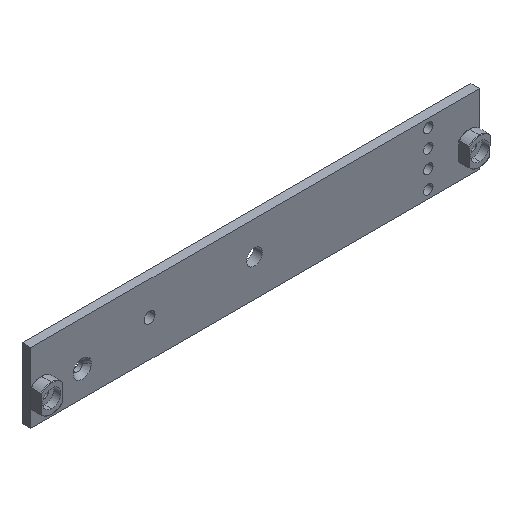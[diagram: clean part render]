
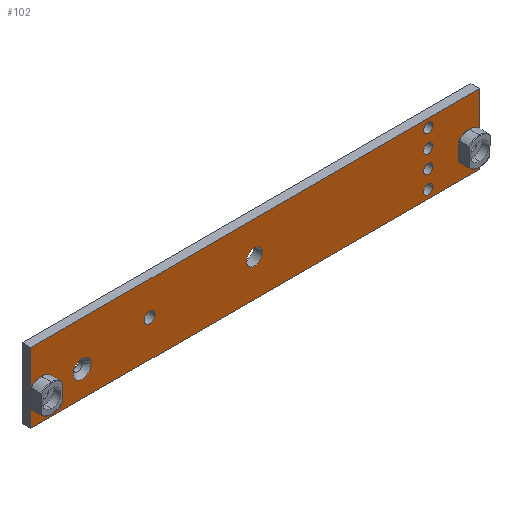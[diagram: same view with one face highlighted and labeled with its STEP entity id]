
A CAD part, isometric view. The second image highlights one B-rep face of the part: STEP entity #102.
In plain terms, the highlighted planar face has unit normal (0, -1, 0).
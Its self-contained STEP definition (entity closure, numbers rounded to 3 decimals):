
#102=ADVANCED_FACE('',(#268,#269,#270,#271,#272,#273,#274,#275,#276,#277),#278,.F.);
#268=FACE_BOUND('',#547,.T.);
#269=FACE_BOUND('',#548,.T.);
#270=FACE_OUTER_BOUND('',#549,.T.);
#271=FACE_BOUND('',#550,.T.);
#272=FACE_BOUND('',#551,.T.);
#273=FACE_BOUND('',#552,.T.);
#274=FACE_BOUND('',#553,.T.);
#275=FACE_BOUND('',#554,.T.);
#276=FACE_BOUND('',#555,.T.);
#277=FACE_BOUND('',#556,.T.);
#278=PLANE('',#557);
#547=EDGE_LOOP('',(#984,#985));
#548=EDGE_LOOP('',(#986,#987));
#549=EDGE_LOOP('',(#988,#989,#990,#991));
#550=EDGE_LOOP('',(#992,#993));
#551=EDGE_LOOP('',(#994,#995));
#552=EDGE_LOOP('',(#996,#997));
#553=EDGE_LOOP('',(#998,#999));
#554=EDGE_LOOP('',(#1000,#1001));
#555=EDGE_LOOP('',(#1002,#1003,#1004,#1005));
#556=EDGE_LOOP('',(#1006,#1007,#1008,#1009));
#557=AXIS2_PLACEMENT_3D('',#1010,#1011,#1012);
#984=ORIENTED_EDGE('',*,*,#1833,.T.);
#985=ORIENTED_EDGE('',*,*,#1832,.T.);
#986=ORIENTED_EDGE('',*,*,#1835,.T.);
#987=ORIENTED_EDGE('',*,*,#1828,.T.);
#988=ORIENTED_EDGE('',*,*,#1883,.T.);
#989=ORIENTED_EDGE('',*,*,#1874,.T.);
#990=ORIENTED_EDGE('',*,*,#1878,.T.);
#991=ORIENTED_EDGE('',*,*,#1881,.T.);
#992=ORIENTED_EDGE('',*,*,#1823,.T.);
#993=ORIENTED_EDGE('',*,*,#1838,.T.);
#994=ORIENTED_EDGE('',*,*,#1840,.T.);
#995=ORIENTED_EDGE('',*,*,#1817,.T.);
#996=ORIENTED_EDGE('',*,*,#1842,.T.);
#997=ORIENTED_EDGE('',*,*,#1813,.T.);
#998=ORIENTED_EDGE('',*,*,#1844,.T.);
#999=ORIENTED_EDGE('',*,*,#1809,.T.);
#1000=ORIENTED_EDGE('',*,*,#1846,.T.);
#1001=ORIENTED_EDGE('',*,*,#1805,.T.);
#1002=ORIENTED_EDGE('',*,*,#1850,.T.);
#1003=ORIENTED_EDGE('',*,*,#1859,.T.);
#1004=ORIENTED_EDGE('',*,*,#1856,.T.);
#1005=ORIENTED_EDGE('',*,*,#1853,.T.);
#1006=ORIENTED_EDGE('',*,*,#1862,.T.);
#1007=ORIENTED_EDGE('',*,*,#1871,.T.);
#1008=ORIENTED_EDGE('',*,*,#1868,.T.);
#1009=ORIENTED_EDGE('',*,*,#1865,.T.);
#1010=CARTESIAN_POINT('',(-64.2,0.0,10.));
#1011=DIRECTION('',(-0.0,1.0,0.0));
#1012=DIRECTION('',(1.0,0.0,0.0));
#1805=EDGE_CURVE('',#2139,#2143,#2145,.T.);
#1809=EDGE_CURVE('',#2147,#2151,#2153,.T.);
#1813=EDGE_CURVE('',#2155,#2159,#2161,.T.);
#1817=EDGE_CURVE('',#2163,#2167,#2169,.T.);
#1823=EDGE_CURVE('',#2180,#2178,#2181,.T.);
#1828=EDGE_CURVE('',#2184,#2188,#2190,.T.);
#1832=EDGE_CURVE('',#2192,#2196,#2198,.T.);
#1833=EDGE_CURVE('',#2196,#2192,#2199,.T.);
#1835=EDGE_CURVE('',#2188,#2184,#2201,.T.);
#1838=EDGE_CURVE('',#2178,#2180,#2204,.T.);
#1840=EDGE_CURVE('',#2167,#2163,#2206,.T.);
#1842=EDGE_CURVE('',#2159,#2155,#2208,.T.);
#1844=EDGE_CURVE('',#2151,#2147,#2210,.T.);
#1846=EDGE_CURVE('',#2143,#2139,#2212,.T.);
#1850=EDGE_CURVE('',#2219,#2217,#2220,.T.);
#1853=EDGE_CURVE('',#2224,#2219,#2225,.T.);
#1856=EDGE_CURVE('',#2229,#2224,#2230,.T.);
#1859=EDGE_CURVE('',#2217,#2229,#2233,.T.);
#1862=EDGE_CURVE('',#2239,#2237,#2240,.T.);
#1865=EDGE_CURVE('',#2244,#2239,#2245,.T.);
#1868=EDGE_CURVE('',#2249,#2244,#2250,.T.);
#1871=EDGE_CURVE('',#2237,#2249,#2253,.T.);
#1874=EDGE_CURVE('',#2259,#2257,#2260,.T.);
#1878=EDGE_CURVE('',#2257,#2264,#2266,.T.);
#1881=EDGE_CURVE('',#2264,#2269,#2271,.T.);
#1883=EDGE_CURVE('',#2269,#2259,#2273,.T.);
#2139=VERTEX_POINT('',#2695);
#2143=VERTEX_POINT('',#2700);
#2145=CIRCLE('',#2703,1.35);
#2147=VERTEX_POINT('',#2705);
#2151=VERTEX_POINT('',#2710);
#2153=CIRCLE('',#2713,1.35);
#2155=VERTEX_POINT('',#2715);
#2159=VERTEX_POINT('',#2720);
#2161=CIRCLE('',#2723,1.35);
#2163=VERTEX_POINT('',#2725);
#2167=VERTEX_POINT('',#2730);
#2169=CIRCLE('',#2733,1.35);
#2178=VERTEX_POINT('',#2744);
#2180=VERTEX_POINT('',#2747);
#2181=CIRCLE('',#2748,2.6);
#2184=VERTEX_POINT('',#2752);
#2188=VERTEX_POINT('',#2757);
#2190=CIRCLE('',#2760,1.55);
#2192=VERTEX_POINT('',#2762);
#2196=VERTEX_POINT('',#2767);
#2198=CIRCLE('',#2770,2.25);
#2199=CIRCLE('',#2771,2.25);
#2201=CIRCLE('',#2773,1.55);
#2204=CIRCLE('',#2776,2.6);
#2206=CIRCLE('',#2778,1.35);
#2208=CIRCLE('',#2780,1.35);
#2210=CIRCLE('',#2782,1.35);
#2212=CIRCLE('',#2784,1.35);
#2217=VERTEX_POINT('',#2789);
#2219=VERTEX_POINT('',#2792);
#2220=CIRCLE('',#2793,2.95);
#2224=VERTEX_POINT('',#2799);
#2225=LINE('',#2800,#2801);
#2229=VERTEX_POINT('',#2806);
#2230=CIRCLE('',#2807,2.95);
#2233=LINE('',#2812,#2813);
#2237=VERTEX_POINT('',#2817);
#2239=VERTEX_POINT('',#2820);
#2240=CIRCLE('',#2821,2.95);
#2244=VERTEX_POINT('',#2827);
#2245=LINE('',#2828,#2829);
#2249=VERTEX_POINT('',#2834);
#2250=CIRCLE('',#2835,2.95);
#2253=LINE('',#2840,#2841);
#2257=VERTEX_POINT('',#2846);
#2259=VERTEX_POINT('',#2849);
#2260=LINE('',#2850,#2851);
#2264=VERTEX_POINT('',#2857);
#2266=LINE('',#2860,#2861);
#2269=VERTEX_POINT('',#2865);
#2271=LINE('',#2868,#2869);
#2273=LINE('',#2872,#2873);
#2695=CARTESIAN_POINT('',(-16.05,0.0,2.37));
#2700=CARTESIAN_POINT('',(-13.35,0.0,2.37));
#2703=AXIS2_PLACEMENT_3D('',#4175,#4176,#4177);
#2705=CARTESIAN_POINT('',(-16.05,0.0,7.45));
#2710=CARTESIAN_POINT('',(-13.35,0.0,7.45));
#2713=AXIS2_PLACEMENT_3D('',#4183,#4184,#4185);
#2715=CARTESIAN_POINT('',(-16.05,0.0,12.53));
#2720=CARTESIAN_POINT('',(-13.35,0.0,12.53));
#2723=AXIS2_PLACEMENT_3D('',#4191,#4192,#4193);
#2725=CARTESIAN_POINT('',(-16.05,0.0,17.61));
#2730=CARTESIAN_POINT('',(-13.35,0.0,17.61));
#2733=AXIS2_PLACEMENT_3D('',#4199,#4200,#4201);
#2744=CARTESIAN_POINT('',(-111.1,0.0,7.45));
#2747=CARTESIAN_POINT('',(-116.3,0.,7.45));
#2748=AXIS2_PLACEMENT_3D('',#4211,#4212,#4213);
#2752=CARTESIAN_POINT('',(-92.85,0.0,10.5));
#2757=CARTESIAN_POINT('',(-95.95,0.0,10.5));
#2760=AXIS2_PLACEMENT_3D('',#4220,#4221,#4222);
#2762=CARTESIAN_POINT('',(-62.15,0.0,10.5));
#2767=CARTESIAN_POINT('',(-66.65,0.0,10.5));
#2770=AXIS2_PLACEMENT_3D('',#4228,#4229,#4230);
#2771=AXIS2_PLACEMENT_3D('',#4231,#4232,#4233);
#2773=AXIS2_PLACEMENT_3D('',#4237,#4238,#4239);
#2776=AXIS2_PLACEMENT_3D('',#4246,#4247,#4248);
#2778=AXIS2_PLACEMENT_3D('',#4252,#4253,#4254);
#2780=AXIS2_PLACEMENT_3D('',#4258,#4259,#4260);
#2782=AXIS2_PLACEMENT_3D('',#4264,#4265,#4266);
#2784=AXIS2_PLACEMENT_3D('',#4270,#4271,#4272);
#2789=CARTESIAN_POINT('',(-4.65,0.0,5.005));
#2792=CARTESIAN_POINT('',(-1.35,0.0,5.005));
#2793=AXIS2_PLACEMENT_3D('',#4280,#4281,#4282);
#2799=CARTESIAN_POINT('',(-1.35,0.0,9.895));
#2800=CARTESIAN_POINT('',(-1.35,0.0,9.895));
#2801=VECTOR('',#4285,4.891);
#2806=CARTESIAN_POINT('',(-4.65,0.0,9.895));
#2807=AXIS2_PLACEMENT_3D('',#4290,#4291,#4292);
#2812=CARTESIAN_POINT('',(-4.65,0.0,5.005));
#2813=VECTOR('',#4295,4.891);
#2817=CARTESIAN_POINT('',(-127.05,0.0,5.005));
#2820=CARTESIAN_POINT('',(-123.75,0.0,5.005));
#2821=AXIS2_PLACEMENT_3D('',#4300,#4301,#4302);
#2827=CARTESIAN_POINT('',(-123.75,0.0,9.895));
#2828=CARTESIAN_POINT('',(-123.75,0.0,9.895));
#2829=VECTOR('',#4305,4.891);
#2834=CARTESIAN_POINT('',(-127.05,0.0,9.895));
#2835=AXIS2_PLACEMENT_3D('',#4310,#4311,#4312);
#2840=CARTESIAN_POINT('',(-127.05,0.0,5.005));
#2841=VECTOR('',#4315,4.891);
#2846=CARTESIAN_POINT('',(0.,0.0,20.));
#2849=CARTESIAN_POINT('',(0.,0.0,0.));
#2850=CARTESIAN_POINT('',(0.,0.0,0.));
#2851=VECTOR('',#4318,20.0);
#2857=CARTESIAN_POINT('',(-128.4,0.0,20.));
#2860=CARTESIAN_POINT('',(0.,0.0,20.));
#2861=VECTOR('',#4322,128.4);
#2865=CARTESIAN_POINT('',(-128.4,0.0,0.));
#2868=CARTESIAN_POINT('',(-128.4,0.0,20.));
#2869=VECTOR('',#4325,20.0);
#2872=CARTESIAN_POINT('',(-128.4,0.0,0.));
#2873=VECTOR('',#4327,128.4);
#4175=CARTESIAN_POINT('',(-14.7,0.0,2.37));
#4176=DIRECTION('',(0.0,1.0,0.0));
#4177=DIRECTION('',(-1.0,0.0,0.0));
#4183=CARTESIAN_POINT('',(-14.7,0.0,7.45));
#4184=DIRECTION('',(0.0,1.0,0.0));
#4185=DIRECTION('',(-1.0,0.0,0.0));
#4191=CARTESIAN_POINT('',(-14.7,0.0,12.53));
#4192=DIRECTION('',(0.0,1.0,0.0));
#4193=DIRECTION('',(-1.0,0.0,0.0));
#4199=CARTESIAN_POINT('',(-14.7,0.0,17.61));
#4200=DIRECTION('',(0.0,1.0,0.0));
#4201=DIRECTION('',(-1.0,0.0,0.0));
#4211=CARTESIAN_POINT('',(-113.7,0.0,7.45));
#4212=DIRECTION('',(-0.0,1.0,0.0));
#4213=DIRECTION('',(1.0,0.0,0.0));
#4220=CARTESIAN_POINT('',(-94.4,0.0,10.5));
#4221=DIRECTION('',(-0.0,1.0,0.0));
#4222=DIRECTION('',(1.0,0.0,0.0));
#4228=CARTESIAN_POINT('',(-64.4,0.0,10.5));
#4229=DIRECTION('',(-0.0,1.0,0.0));
#4230=DIRECTION('',(1.0,0.0,0.0));
#4231=CARTESIAN_POINT('',(-64.4,0.0,10.5));
#4232=DIRECTION('',(-0.0,1.0,0.0));
#4233=DIRECTION('',(1.0,0.0,0.0));
#4237=CARTESIAN_POINT('',(-94.4,0.0,10.5));
#4238=DIRECTION('',(-0.0,1.0,0.0));
#4239=DIRECTION('',(1.0,0.0,0.0));
#4246=CARTESIAN_POINT('',(-113.7,0.0,7.45));
#4247=DIRECTION('',(-0.0,1.0,0.0));
#4248=DIRECTION('',(1.0,0.0,0.0));
#4252=CARTESIAN_POINT('',(-14.7,0.0,17.61));
#4253=DIRECTION('',(0.0,1.0,0.0));
#4254=DIRECTION('',(-1.0,0.0,0.0));
#4258=CARTESIAN_POINT('',(-14.7,0.0,12.53));
#4259=DIRECTION('',(0.0,1.0,0.0));
#4260=DIRECTION('',(-1.0,0.0,0.0));
#4264=CARTESIAN_POINT('',(-14.7,0.0,7.45));
#4265=DIRECTION('',(0.0,1.0,0.0));
#4266=DIRECTION('',(-1.0,0.0,0.0));
#4270=CARTESIAN_POINT('',(-14.7,0.0,2.37));
#4271=DIRECTION('',(0.0,1.0,0.0));
#4272=DIRECTION('',(-1.0,0.0,0.0));
#4280=CARTESIAN_POINT('',(-3.,0.0,7.45));
#4281=DIRECTION('',(0.0,1.0,0.0));
#4282=DIRECTION('',(-0.559,0.0,-0.829));
#4285=DIRECTION('',(0.0,0.0,-1.0));
#4290=CARTESIAN_POINT('',(-3.,0.0,7.45));
#4291=DIRECTION('',(-0.0,1.0,0.0));
#4292=DIRECTION('',(0.559,0.0,0.829));
#4295=DIRECTION('',(0.0,0.0,1.0));
#4300=CARTESIAN_POINT('',(-125.4,0.0,7.45));
#4301=DIRECTION('',(0.0,1.0,0.0));
#4302=DIRECTION('',(-0.559,0.0,-0.829));
#4305=DIRECTION('',(0.0,0.0,-1.0));
#4310=CARTESIAN_POINT('',(-125.4,0.0,7.45));
#4311=DIRECTION('',(-0.0,1.0,0.0));
#4312=DIRECTION('',(0.559,0.0,0.829));
#4315=DIRECTION('',(0.0,0.0,1.0));
#4318=DIRECTION('',(0.0,0.0,1.0));
#4322=DIRECTION('',(-1.0,0.0,0.0));
#4325=DIRECTION('',(0.0,0.0,-1.0));
#4327=DIRECTION('',(1.0,0.0,0.0));
